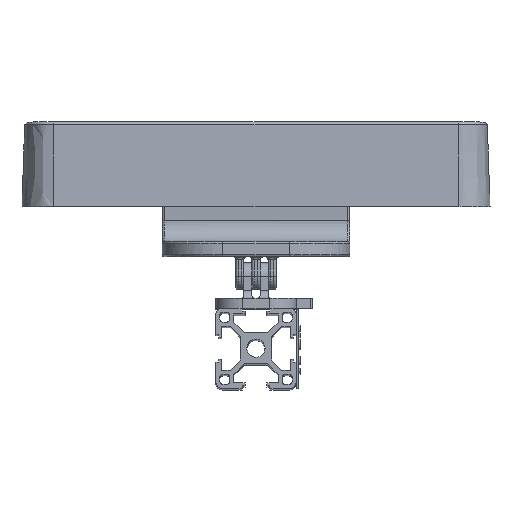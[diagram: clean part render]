
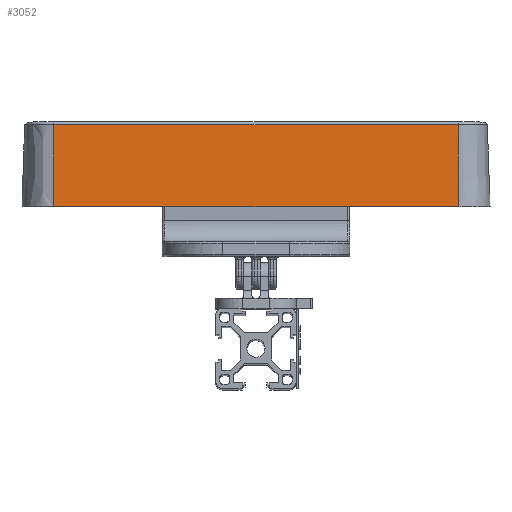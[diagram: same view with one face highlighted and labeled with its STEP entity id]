
A CAD part, top view. The second image highlights one B-rep face of the part: STEP entity #3052.
In plain terms, the highlighted free-form (B-spline) face has degree [1, 1] with [2, 2] control points.
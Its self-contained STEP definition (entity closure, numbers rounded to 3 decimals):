
#2429 = VERTEX_POINT('',#2430);
#2430 = CARTESIAN_POINT('',(-94.833,38.445,
    70.638));
#2587 = EDGE_CURVE('',#2588,#2429,#2590,.T.);
#2588 = VERTEX_POINT('',#2589);
#2589 = CARTESIAN_POINT('',(94.833,38.445,
    70.638));
#2590 = B_SPLINE_CURVE_WITH_KNOTS('',1,(#2591,#2592),.UNSPECIFIED.,.F.,
  .F.,(2,2),(-113.25,37.75),.PIECEWISE_BEZIER_KNOTS.);
#2591 = CARTESIAN_POINT('',(94.833,38.445,
    70.638));
#2592 = CARTESIAN_POINT('',(-94.833,38.445,
    70.638));
#2898 = EDGE_CURVE('',#2899,#2429,#2901,.T.);
#2899 = VERTEX_POINT('',#2900);
#2900 = CARTESIAN_POINT('',(-94.833,0.,
    71.894));
#2901 = B_SPLINE_CURVE_WITH_KNOTS('',1,(#2902,#2903),.UNSPECIFIED.,.F.,
  .F.,(2,2),(0.,30.623),
  .PIECEWISE_BEZIER_KNOTS.);
#2902 = CARTESIAN_POINT('',(-94.833,0.,
    71.894));
#2903 = CARTESIAN_POINT('',(-94.833,38.445,
    70.638));
#3052 = ADVANCED_FACE('',(#3053),#3069,.T.);
#3053 = FACE_BOUND('',#3054,.T.);
#3054 = EDGE_LOOP('',(#3055,#3062,#3063,#3064));
#3055 = ORIENTED_EDGE('',*,*,#3056,.T.);
#3056 = EDGE_CURVE('',#3057,#2588,#3059,.T.);
#3057 = VERTEX_POINT('',#3058);
#3058 = CARTESIAN_POINT('',(94.833,0.,71.894));
#3059 = B_SPLINE_CURVE_WITH_KNOTS('',1,(#3060,#3061),.UNSPECIFIED.,.F.,
  .F.,(2,2),(0.,30.623),.PIECEWISE_BEZIER_KNOTS.);
#3060 = CARTESIAN_POINT('',(94.833,0.,71.894));
#3061 = CARTESIAN_POINT('',(94.833,38.445,
    70.638));
#3062 = ORIENTED_EDGE('',*,*,#2587,.T.);
#3063 = ORIENTED_EDGE('',*,*,#2898,.F.);
#3064 = ORIENTED_EDGE('',*,*,#3065,.F.);
#3065 = EDGE_CURVE('',#3057,#2899,#3066,.T.);
#3066 = B_SPLINE_CURVE_WITH_KNOTS('',1,(#3067,#3068),.UNSPECIFIED.,.F.,
  .F.,(2,2),(0.,151.),.PIECEWISE_BEZIER_KNOTS.);
#3067 = CARTESIAN_POINT('',(94.833,0.,71.894));
#3068 = CARTESIAN_POINT('',(-94.833,0.,71.894));
#3069 = B_SPLINE_SURFACE_WITH_KNOTS('',1,1,(
    (#3070,#3071)
    ,(#3072,#3073
    )),.UNSPECIFIED.,.F.,.F.,.F.,(2,2),(2,2),(-37.75,
    113.25),(-15.312,15.312),
  .PIECEWISE_BEZIER_KNOTS.);
#3070 = CARTESIAN_POINT('',(-94.833,0.,
    71.894));
#3071 = CARTESIAN_POINT('',(-94.833,38.445,
    70.638));
#3072 = CARTESIAN_POINT('',(94.833,0.,
    71.894));
#3073 = CARTESIAN_POINT('',(94.833,38.445,
    70.638));
